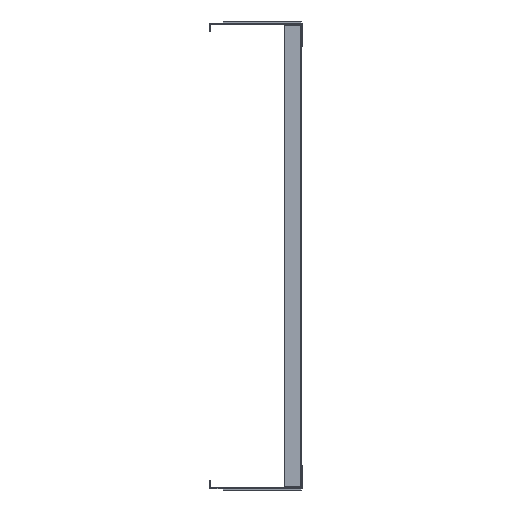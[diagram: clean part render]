
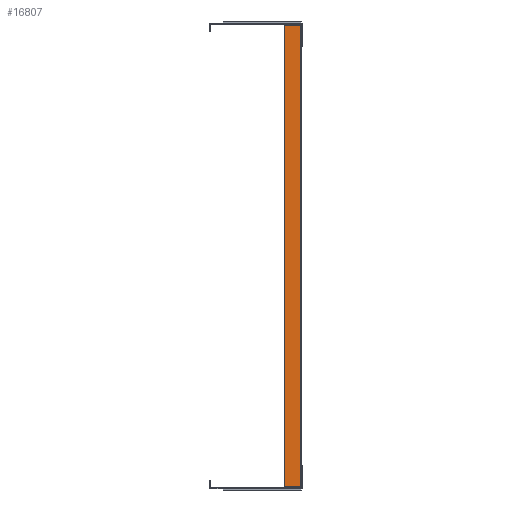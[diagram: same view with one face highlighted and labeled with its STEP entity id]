
A CAD part, left-side view. The second image highlights one B-rep face of the part: STEP entity #16807.
In plain terms, the highlighted planar face has unit normal (-1, 0, 0).
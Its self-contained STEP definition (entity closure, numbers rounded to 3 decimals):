
#76 = LINE ( 'NONE', #32483, #67071 ) ;
#145 = LINE ( 'NONE', #44103, #14236 ) ;
#595 = EDGE_LOOP ( 'NONE', ( #47760, #20718, #21785, #3399, #55696, #54510, #44251, #49512 ) ) ;
#1288 = VECTOR ( 'NONE', #24479, 1000. ) ;
#2483 = FACE_OUTER_BOUND ( 'NONE', #595, .T. ) ;
#2927 = LINE ( 'NONE', #56160, #1288 ) ;
#3399 = ORIENTED_EDGE ( 'NONE', *, *, #63824, .T. ) ;
#3569 = VERTEX_POINT ( 'NONE', #15693 ) ;
#3773 = EDGE_CURVE ( 'NONE', #55845, #15931, #23925, .T. ) ;
#6139 = VERTEX_POINT ( 'NONE', #56548 ) ;
#6533 = VECTOR ( 'NONE', #20072, 1000. ) ;
#6953 = EDGE_CURVE ( 'NONE', #44951, #16142, #62286, .T. ) ;
#8691 = DIRECTION ( 'NONE',  ( 0., -1., 0. ) ) ;
#9415 = DIRECTION ( 'NONE',  ( 0., 0., -1. ) ) ;
#9677 = DIRECTION ( 'NONE',  ( 0., 0., 1. ) ) ;
#11898 = DIRECTION ( 'NONE',  ( 0., -1., 0. ) ) ;
#12383 = VECTOR ( 'NONE', #27237, 1000. ) ;
#13741 = VECTOR ( 'NONE', #9677, 1000. ) ;
#14236 = VECTOR ( 'NONE', #17731, 1000. ) ;
#15693 = CARTESIAN_POINT ( 'NONE',  ( -1653.776, 158.597, 8.9 ) ) ;
#15931 = VERTEX_POINT ( 'NONE', #59461 ) ;
#16142 = VERTEX_POINT ( 'NONE', #19232 ) ;
#16807 = ADVANCED_FACE ( 'NONE', ( #2483 ), #30255, .F. ) ;
#17196 = CARTESIAN_POINT ( 'NONE',  ( -1653.776, 158.597, -13.6 ) ) ;
#17731 = DIRECTION ( 'NONE',  ( 0., 0., -1. ) ) ;
#19212 = CARTESIAN_POINT ( 'NONE',  ( -1653.776, 158.497, -463.6 ) ) ;
#19232 = CARTESIAN_POINT ( 'NONE',  ( -1653.776, 158.497, -13.6 ) ) ;
#20072 = DIRECTION ( 'NONE',  ( 0., 1., 0. ) ) ;
#20718 = ORIENTED_EDGE ( 'NONE', *, *, #41103, .F. ) ;
#21785 = ORIENTED_EDGE ( 'NONE', *, *, #66004, .F. ) ;
#23925 = LINE ( 'NONE', #43291, #6533 ) ;
#24479 = DIRECTION ( 'NONE',  ( 0., -1., 0. ) ) ;
#25911 = EDGE_CURVE ( 'NONE', #55845, #16142, #55910, .T. ) ;
#26433 = LINE ( 'NONE', #42995, #12383 ) ;
#27237 = DIRECTION ( 'NONE',  ( 0., 0., -1. ) ) ;
#29027 = CARTESIAN_POINT ( 'NONE',  ( -1653.776, 158.597, -13.6 ) ) ;
#30255 = PLANE ( 'NONE',  #47665 ) ;
#30752 = CARTESIAN_POINT ( 'NONE',  ( -1653.776, 158.497, -488.221 ) ) ;
#32483 = CARTESIAN_POINT ( 'NONE',  ( -1653.776, 158.597, 11.4 ) ) ;
#32514 = VECTOR ( 'NONE', #11898, 1000. ) ;
#35875 = CARTESIAN_POINT ( 'NONE',  ( -1653.776, 176.497, 8.9 ) ) ;
#37804 = DIRECTION ( 'NONE',  ( 0., 0., -1. ) ) ;
#39589 = CARTESIAN_POINT ( 'NONE',  ( -1653.776, 158.597, -486.1 ) ) ;
#40640 = EDGE_CURVE ( 'NONE', #15931, #58448, #145, .T. ) ;
#41103 = EDGE_CURVE ( 'NONE', #3569, #44951, #76, .T. ) ;
#41141 = DIRECTION ( 'NONE',  ( 1., 0., 0. ) ) ;
#42995 = CARTESIAN_POINT ( 'NONE',  ( -1653.776, 176.497, 8.9 ) ) ;
#43291 = CARTESIAN_POINT ( 'NONE',  ( -1653.776, 158.597, -463.6 ) ) ;
#44103 = CARTESIAN_POINT ( 'NONE',  ( -1653.776, 158.597, -488.6 ) ) ;
#44251 = ORIENTED_EDGE ( 'NONE', *, *, #3773, .F. ) ;
#44951 = VERTEX_POINT ( 'NONE', #29027 ) ;
#47665 = AXIS2_PLACEMENT_3D ( 'NONE', #67436, #41141, #9415 ) ;
#47760 = ORIENTED_EDGE ( 'NONE', *, *, #6953, .F. ) ;
#49512 = ORIENTED_EDGE ( 'NONE', *, *, #25911, .T. ) ;
#50809 = CARTESIAN_POINT ( 'NONE',  ( -1653.776, 176.497, -486.1 ) ) ;
#50843 = VERTEX_POINT ( 'NONE', #35875 ) ;
#54510 = ORIENTED_EDGE ( 'NONE', *, *, #40640, .F. ) ;
#54604 = VECTOR ( 'NONE', #8691, 1000. ) ;
#55696 = ORIENTED_EDGE ( 'NONE', *, *, #59114, .T. ) ;
#55845 = VERTEX_POINT ( 'NONE', #19212 ) ;
#55910 = LINE ( 'NONE', #30752, #13741 ) ;
#56160 = CARTESIAN_POINT ( 'NONE',  ( -1653.776, 176.497, 8.9 ) ) ;
#56216 = LINE ( 'NONE', #50809, #54604 ) ;
#56548 = CARTESIAN_POINT ( 'NONE',  ( -1653.776, 176.497, -486.1 ) ) ;
#58448 = VERTEX_POINT ( 'NONE', #39589 ) ;
#59114 = EDGE_CURVE ( 'NONE', #6139, #58448, #56216, .T. ) ;
#59461 = CARTESIAN_POINT ( 'NONE',  ( -1653.776, 158.597, -463.6 ) ) ;
#62286 = LINE ( 'NONE', #17196, #32514 ) ;
#63824 = EDGE_CURVE ( 'NONE', #50843, #6139, #26433, .T. ) ;
#66004 = EDGE_CURVE ( 'NONE', #50843, #3569, #2927, .T. ) ;
#67071 = VECTOR ( 'NONE', #37804, 1000. ) ;
#67436 = CARTESIAN_POINT ( 'NONE',  ( -1653.776, 176.497, 8.9 ) ) ;
